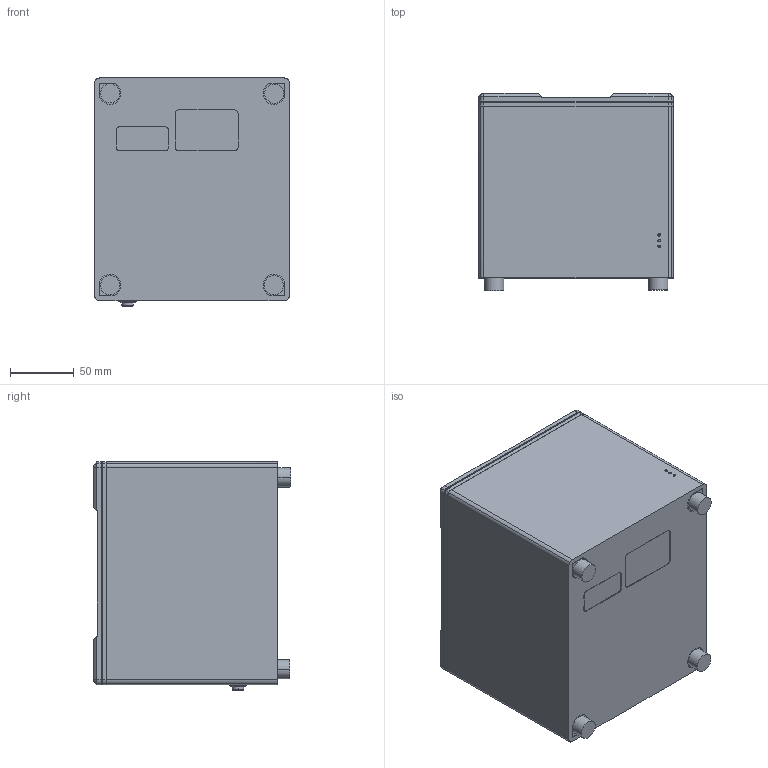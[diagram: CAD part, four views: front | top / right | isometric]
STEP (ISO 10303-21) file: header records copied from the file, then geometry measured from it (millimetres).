
FILE_DESCRIPTION (( 'STEP AP203' ), '1' );
FILE_NAME ('Cube.STEP', '2020-05-05T12:06:46', ( '' ), ( '' ), 'SwSTEP 2.0', 'SolidWorks 2020', '' );
FILE_SCHEMA (( 'CONFIG_CONTROL_DESIGN' ));
Length unit declared in the file: inch
Products named in the file (1): Cube
Bounding box: 152 x 154 x 178.2 mm (x, y, z)
Volume: 3739287 mm3; surface area: 211163.7 mm2
Topology: 7 solids, 9 shells, 1149 faces, 3033 edges, 1958 vertices
Faces by surface type: cylinder 644, plane 387, cone 100, torus 18
Entity records: 36004 total; most frequent: DIRECTION 6759, CARTESIAN_POINT 6141, ORIENTED_EDGE 6066, EDGE_CURVE 3033, AXIS2_PLACEMENT_3D 2576, VERTEX_POINT 1958, LINE 1607, VECTOR 1607
